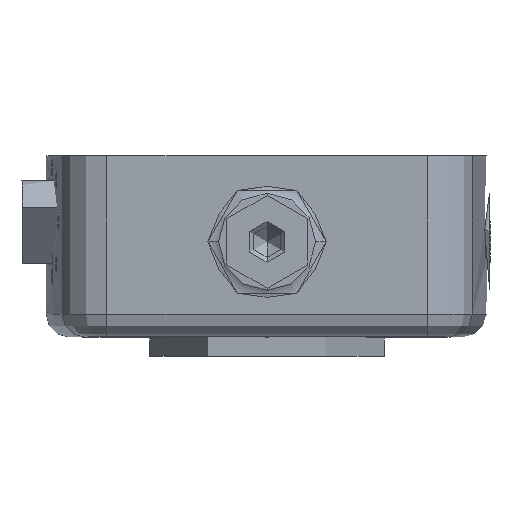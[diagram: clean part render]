
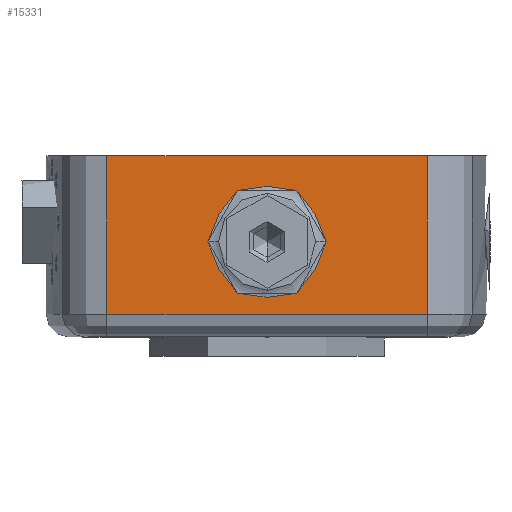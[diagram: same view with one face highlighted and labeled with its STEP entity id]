
A CAD part, front view. The second image highlights one B-rep face of the part: STEP entity #15331.
In plain terms, the highlighted planar face has unit normal (0, -1, 0).
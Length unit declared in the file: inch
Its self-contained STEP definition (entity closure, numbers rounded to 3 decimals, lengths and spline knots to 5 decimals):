
#1834 = CARTESIAN_POINT ( 'NONE',  ( 0.70689, -0.97, -0.687 ) ) ;
#3368 = VERTEX_POINT ( 'NONE', #1834 ) ;
#4963 = EDGE_CURVE ( 'NONE', #3368, #126003, #18648, .T. ) ;
#15331 = ADVANCED_FACE ( 'NONE', ( #164149, #271511 ), #131797, .T. ) ;
#18648 = LINE ( 'NONE', #216820, #129120 ) ;
#19101 = LINE ( 'NONE', #126571, #122551 ) ;
#21394 = CARTESIAN_POINT ( 'NONE',  ( -0.70689, -0.97, -0.687 ) ) ;
#22705 = VERTEX_POINT ( 'NONE', #247341 ) ;
#26946 = EDGE_CURVE ( 'NONE', #53473, #3368, #52814, .T. ) ;
#29707 = ORIENTED_EDGE ( 'NONE', *, *, #175889, .T. ) ;
#40008 = DIRECTION ( 'NONE',  ( 0., 1., 0. ) ) ;
#42246 = DIRECTION ( 'NONE',  ( 0., 0., 1. ) ) ;
#52814 = LINE ( 'NONE', #201831, #284389 ) ;
#53473 = VERTEX_POINT ( 'NONE', #21394 ) ;
#63110 = CARTESIAN_POINT ( 'NONE',  ( 0., -0.97, -0.367 ) ) ;
#64361 = DIRECTION ( 'NONE',  ( 0., -1., 0. ) ) ;
#69534 = CARTESIAN_POINT ( 'NONE',  ( 0., -0.97, -0.367 ) ) ;
#69725 = DIRECTION ( 'NONE',  ( 1., 0., 0. ) ) ;
#84639 = DIRECTION ( 'NONE',  ( 1., 0., 0. ) ) ;
#86241 = DIRECTION ( 'NONE',  ( 1., 0., 0. ) ) ;
#89334 = CARTESIAN_POINT ( 'NONE',  ( -0.26145, -0.97, -0.367 ) ) ;
#90738 = DIRECTION ( 'NONE',  ( 0., 1., 0. ) ) ;
#105402 = DIRECTION ( 'NONE',  ( 1., 0., 0. ) ) ;
#122551 = VECTOR ( 'NONE', #105402, 39.37008 ) ;
#126003 = VERTEX_POINT ( 'NONE', #188580 ) ;
#126571 = CARTESIAN_POINT ( 'NONE',  ( 0.70689, -0.97, 0.013 ) ) ;
#129120 = VECTOR ( 'NONE', #42246, 39.37008 ) ;
#129923 = CARTESIAN_POINT ( 'NONE',  ( 0.70689, -0.97, -0.787 ) ) ;
#131797 = PLANE ( 'NONE',  #270658 ) ;
#132412 = DIRECTION ( 'NONE',  ( 0., 0., 1. ) ) ;
#133764 = CARTESIAN_POINT ( 'NONE',  ( -0.70689, -0.97, 0.013 ) ) ;
#156851 = CIRCLE ( 'NONE', #266428, 0.26145 ) ;
#159731 = VECTOR ( 'NONE', #132412, 39.37008 ) ;
#162977 = ORIENTED_EDGE ( 'NONE', *, *, #26946, .T. ) ;
#164149 = FACE_BOUND ( 'NONE', #240686, .T. ) ;
#175889 = EDGE_CURVE ( 'NONE', #22705, #285798, #218134, .T. ) ;
#183716 = EDGE_CURVE ( 'NONE', #53473, #196459, #218416, .T. ) ;
#188580 = CARTESIAN_POINT ( 'NONE',  ( 0.70689, -0.97, 0.013 ) ) ;
#192034 = EDGE_CURVE ( 'NONE', #285798, #22705, #156851, .T. ) ;
#196459 = VERTEX_POINT ( 'NONE', #133764 ) ;
#198180 = ORIENTED_EDGE ( 'NONE', *, *, #4963, .T. ) ;
#199800 = AXIS2_PLACEMENT_3D ( 'NONE', #69534, #90738, #223934 ) ;
#201831 = CARTESIAN_POINT ( 'NONE',  ( 0.70689, -0.97, -0.687 ) ) ;
#206922 = EDGE_LOOP ( 'NONE', ( #218636, #162977, #198180, #210913 ) ) ;
#210913 = ORIENTED_EDGE ( 'NONE', *, *, #230052, .F. ) ;
#216820 = CARTESIAN_POINT ( 'NONE',  ( 0.70689, -0.97, -0.787 ) ) ;
#218134 = CIRCLE ( 'NONE', #199800, 0.26145 ) ;
#218416 = LINE ( 'NONE', #285108, #159731 ) ;
#218636 = ORIENTED_EDGE ( 'NONE', *, *, #183716, .F. ) ;
#223934 = DIRECTION ( 'NONE',  ( 1., 0., 0. ) ) ;
#230052 = EDGE_CURVE ( 'NONE', #196459, #126003, #19101, .T. ) ;
#240686 = EDGE_LOOP ( 'NONE', ( #29707, #247777 ) ) ;
#247341 = CARTESIAN_POINT ( 'NONE',  ( 0.26145, -0.97, -0.367 ) ) ;
#247777 = ORIENTED_EDGE ( 'NONE', *, *, #192034, .T. ) ;
#266428 = AXIS2_PLACEMENT_3D ( 'NONE', #63110, #40008, #86241 ) ;
#270658 = AXIS2_PLACEMENT_3D ( 'NONE', #129923, #64361, #84639 ) ;
#271511 = FACE_OUTER_BOUND ( 'NONE', #206922, .T. ) ;
#284389 = VECTOR ( 'NONE', #69725, 39.37008 ) ;
#285108 = CARTESIAN_POINT ( 'NONE',  ( -0.70689, -0.97, -0.787 ) ) ;
#285798 = VERTEX_POINT ( 'NONE', #89334 ) ;
